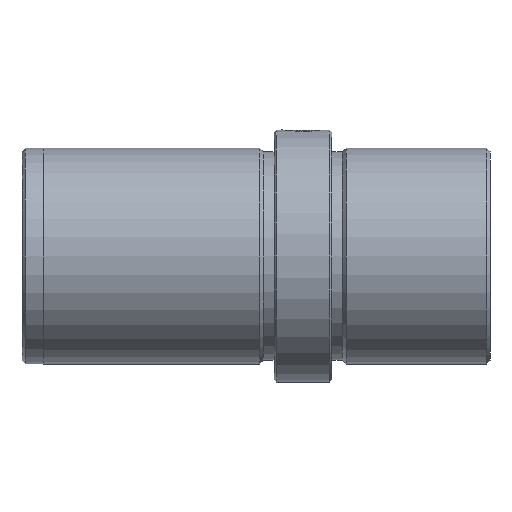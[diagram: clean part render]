
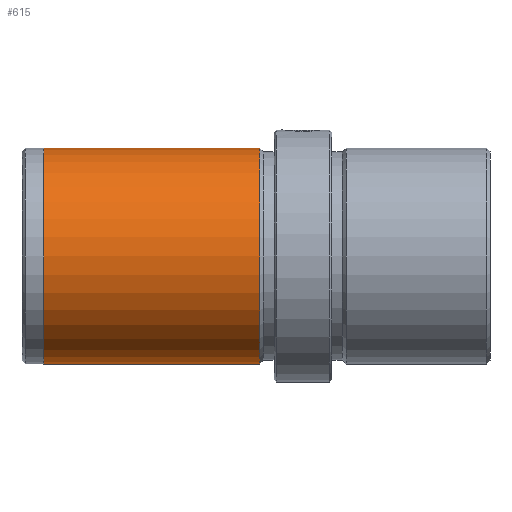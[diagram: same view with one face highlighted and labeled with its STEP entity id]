
A CAD part, left-side view. The second image highlights one B-rep face of the part: STEP entity #615.
In plain terms, the highlighted cylindrical face has radius 15 mm (diameter 30 mm), a partial arc.
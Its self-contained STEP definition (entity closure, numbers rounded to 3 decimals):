
#33 = CARTESIAN_POINT ( 'NONE',  ( 0., 32., -15. ) ) ;
#141 = VERTEX_POINT ( 'NONE', #916 ) ;
#247 = CARTESIAN_POINT ( 'NONE',  ( 0., 32., 0. ) ) ;
#298 = EDGE_CURVE ( 'NONE', #141, #1810, #1604, .T. ) ;
#391 = AXIS2_PLACEMENT_3D ( 'NONE', #574, #1700, #731 ) ;
#406 = DIRECTION ( 'NONE',  ( 0., 0., -1. ) ) ;
#412 = CARTESIAN_POINT ( 'NONE',  ( 0., 0., 15. ) ) ;
#463 = CIRCLE ( 'NONE', #1729, 15. ) ;
#574 = CARTESIAN_POINT ( 'NONE',  ( 0., 62., 0. ) ) ;
#595 = VERTEX_POINT ( 'NONE', #900 ) ;
#615 = ADVANCED_FACE ( 'NONE', ( #713 ), #1532, .T. ) ;
#713 = FACE_OUTER_BOUND ( 'NONE', #1423, .T. ) ;
#731 = DIRECTION ( 'NONE',  ( 0., 0., -1. ) ) ;
#738 = DIRECTION ( 'NONE',  ( 0., -1., 0. ) ) ;
#752 = DIRECTION ( 'NONE',  ( 0., -1., 0. ) ) ;
#877 = DIRECTION ( 'NONE',  ( 0., -1., 0. ) ) ;
#900 = CARTESIAN_POINT ( 'NONE',  ( 0., 62., 15. ) ) ;
#916 = CARTESIAN_POINT ( 'NONE',  ( 0., 62., -15. ) ) ;
#920 = VERTEX_POINT ( 'NONE', #1244 ) ;
#922 = LINE ( 'NONE', #412, #1190 ) ;
#933 = ORIENTED_EDGE ( 'NONE', *, *, #1172, .T. ) ;
#1172 = EDGE_CURVE ( 'NONE', #595, #141, #1587, .T. ) ;
#1190 = VECTOR ( 'NONE', #738, 1000. ) ;
#1244 = CARTESIAN_POINT ( 'NONE',  ( 0., 32., 15. ) ) ;
#1322 = ORIENTED_EDGE ( 'NONE', *, *, #298, .T. ) ;
#1380 = DIRECTION ( 'NONE',  ( 0., -1., 0. ) ) ;
#1396 = DIRECTION ( 'NONE',  ( 0., 0., -1. ) ) ;
#1423 = EDGE_LOOP ( 'NONE', ( #1451, #933, #1322, #1596 ) ) ;
#1451 = ORIENTED_EDGE ( 'NONE', *, *, #1640, .F. ) ;
#1532 = CYLINDRICAL_SURFACE ( 'NONE', #1804, 15. ) ;
#1587 = CIRCLE ( 'NONE', #391, 15. ) ;
#1596 = ORIENTED_EDGE ( 'NONE', *, *, #1928, .F. ) ;
#1604 = LINE ( 'NONE', #1862, #1974 ) ;
#1640 = EDGE_CURVE ( 'NONE', #595, #920, #922, .T. ) ;
#1700 = DIRECTION ( 'NONE',  ( 0., -1., 0. ) ) ;
#1729 = AXIS2_PLACEMENT_3D ( 'NONE', #247, #1380, #406 ) ;
#1804 = AXIS2_PLACEMENT_3D ( 'NONE', #1840, #752, #1396 ) ;
#1810 = VERTEX_POINT ( 'NONE', #33 ) ;
#1840 = CARTESIAN_POINT ( 'NONE',  ( 0., 0., 0. ) ) ;
#1862 = CARTESIAN_POINT ( 'NONE',  ( 0., 0., -15. ) ) ;
#1928 = EDGE_CURVE ( 'NONE', #920, #1810, #463, .T. ) ;
#1974 = VECTOR ( 'NONE', #877, 1000. ) ;
